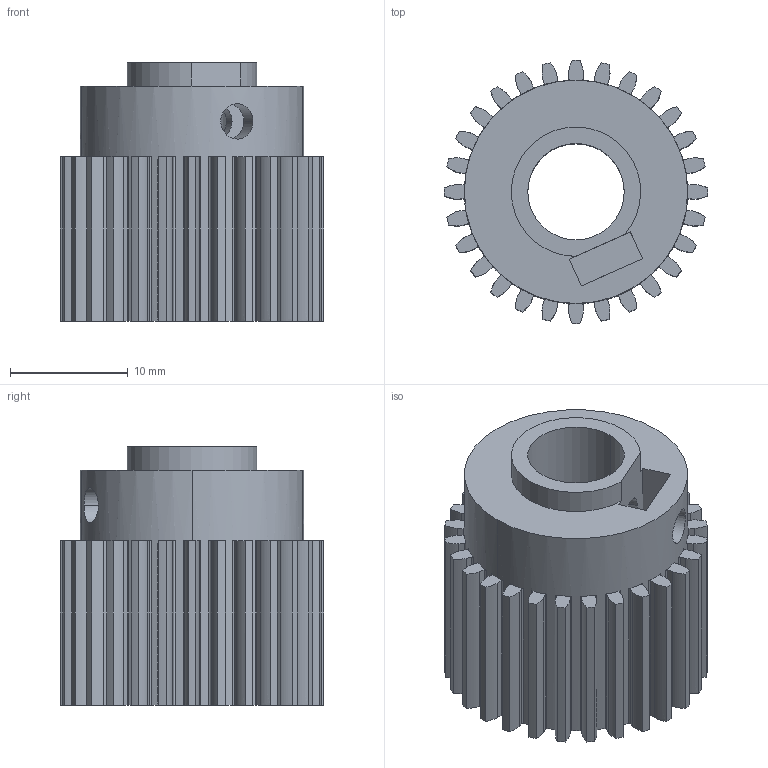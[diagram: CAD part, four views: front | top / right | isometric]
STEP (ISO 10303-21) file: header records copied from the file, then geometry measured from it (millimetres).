
FILE_DESCRIPTION((''),'2;1');
FILE_NAME('SPUR_GEAR__28_TEETH_','2021-12-29T15:38:37',('user'),(''),'CREO PARAMETRIC BY PTC INC, 2021063','CREO PARAMETRIC BY PTC INC, 2021063','');
FILE_SCHEMA(('CONFIG_CONTROL_DESIGN'));
Length unit declared in the file: millimetre
Products named in the file (1): SPUR_GEAR__28_TEETH_
Bounding box: 22.38 x 22.38 x 22 mm (x, y, z)
Volume: 5274.9 mm3; surface area: 3675.8 mm2
Topology: 1 solids, 1 shells, 243 faces, 774 edges, 534 vertices
Faces by surface type: cylinder 95, plane 92, extrusion 56
Entity records: 20837 total; most frequent: CARTESIAN_POINT 13842, ORIENTED_EDGE 1548, DIRECTION 1376, EDGE_CURVE 774, VERTEX_POINT 534, AXIS2_PLACEMENT_3D 479, VECTOR 418, LINE 362
